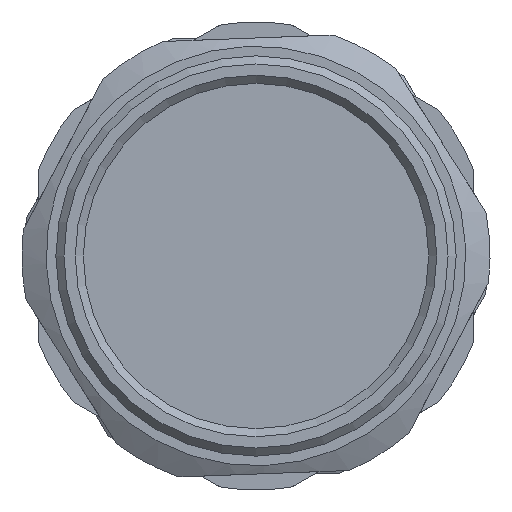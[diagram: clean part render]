
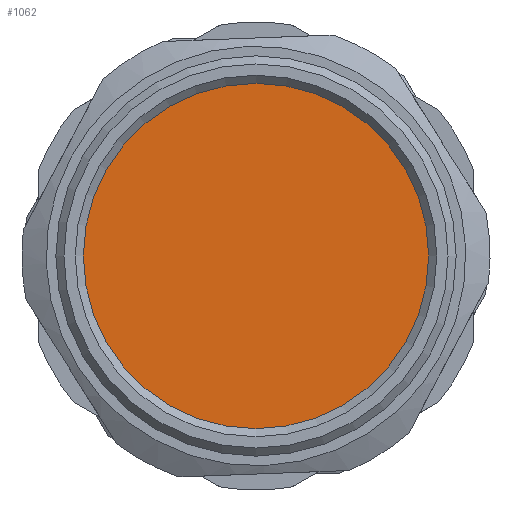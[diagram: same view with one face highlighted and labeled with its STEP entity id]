
A CAD part, left-side view. The second image highlights one B-rep face of the part: STEP entity #1062.
In plain terms, the highlighted planar face has unit normal (-1, 0, 0).
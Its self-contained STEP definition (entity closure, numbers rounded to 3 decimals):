
#271=FACE_OUTER_BOUND('',#334,.T.);
#334=EDGE_LOOP('',(#726));
#405=CIRCLE('',#1147,10.7);
#471=VERTEX_POINT('',#1601);
#572=EDGE_CURVE('',#471,#471,#405,.T.);
#726=ORIENTED_EDGE('',*,*,#572,.F.);
#1034=PLANE('',#1146);
#1062=ADVANCED_FACE('',(#271),#1034,.T.);
#1146=AXIS2_PLACEMENT_3D('',#1600,#1279,#1280);
#1147=AXIS2_PLACEMENT_3D('',#1602,#1281,#1282);
#1279=DIRECTION('center_axis',(-1.,0.,0.));
#1280=DIRECTION('ref_axis',(0.,0.,1.));
#1281=DIRECTION('center_axis',(1.,0.,0.));
#1282=DIRECTION('ref_axis',(0.,1.,0.));
#1600=CARTESIAN_POINT('Origin',(-16.893,2.014,0.));
#1601=CARTESIAN_POINT('',(-16.893,-8.686,0.));
#1602=CARTESIAN_POINT('Origin',(-16.893,2.014,0.));
